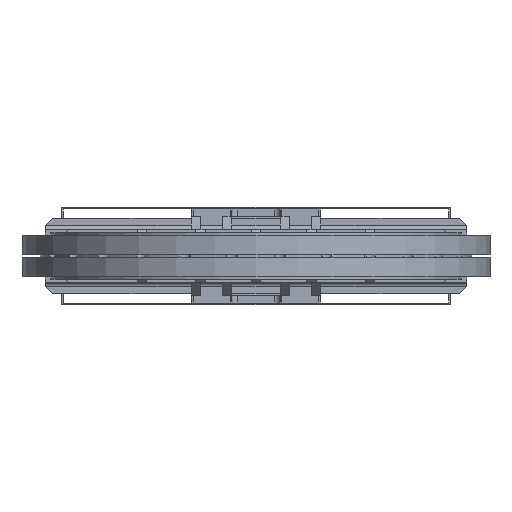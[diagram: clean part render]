
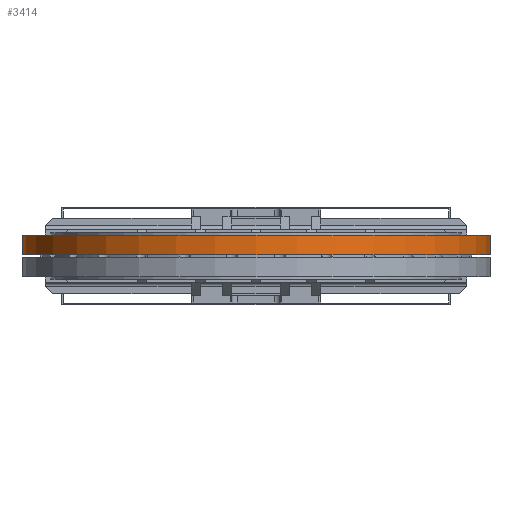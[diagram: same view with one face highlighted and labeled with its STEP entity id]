
A CAD part, front view. The second image highlights one B-rep face of the part: STEP entity #3414.
In plain terms, the highlighted cylindrical face has radius 632 mm (diameter 1264 mm), a partial arc.
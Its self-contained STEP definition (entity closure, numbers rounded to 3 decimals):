
#519 = AXIS2_PLACEMENT_3D ( 'NONE', #13399, #27475, #41661 ) ;
#3414 = ADVANCED_FACE ( 'NONE', ( #27150 ), #13870, .T. ) ;
#4537 = LINE ( 'NONE', #30751, #31166 ) ;
#7431 = EDGE_CURVE ( 'NONE', #7561, #21616, #56711, .T. ) ;
#7561 = VERTEX_POINT ( 'NONE', #59178 ) ;
#10889 = AXIS2_PLACEMENT_3D ( 'NONE', #15099, #20045, #53027 ) ;
#13399 = CARTESIAN_POINT ( 'NONE',  ( 0., 0., 52. ) ) ;
#13870 = CYLINDRICAL_SURFACE ( 'NONE', #519, 632. ) ;
#13989 = VERTEX_POINT ( 'NONE', #53542 ) ;
#15099 = CARTESIAN_POINT ( 'NONE',  ( 0., 0., 52. ) ) ;
#15300 = VECTOR ( 'NONE', #45968, 1000. ) ;
#15956 = EDGE_CURVE ( 'NONE', #32394, #13989, #50734, .T. ) ;
#20045 = DIRECTION ( 'NONE',  ( 0., 0., 1. ) ) ;
#21616 = VERTEX_POINT ( 'NONE', #44837 ) ;
#25004 = EDGE_LOOP ( 'NONE', ( #45887, #36779, #49118, #35888 ) ) ;
#26390 = CARTESIAN_POINT ( 'NONE',  ( -632., 0., 0. ) ) ;
#27150 = FACE_OUTER_BOUND ( 'NONE', #25004, .T. ) ;
#27475 = DIRECTION ( 'NONE',  ( 0., 0., -1. ) ) ;
#30751 = CARTESIAN_POINT ( 'NONE',  ( -632., 0., 52. ) ) ;
#31166 = VECTOR ( 'NONE', #58733, 1000. ) ;
#32330 = LINE ( 'NONE', #50135, #15300 ) ;
#32394 = VERTEX_POINT ( 'NONE', #26390 ) ;
#35888 = ORIENTED_EDGE ( 'NONE', *, *, #15956, .T. ) ;
#35981 = CARTESIAN_POINT ( 'NONE',  ( 0., 0., 0. ) ) ;
#36779 = ORIENTED_EDGE ( 'NONE', *, *, #7431, .F. ) ;
#40513 = DIRECTION ( 'NONE',  ( 1., 0., 0. ) ) ;
#40706 = DIRECTION ( 'NONE',  ( 0., 0., 1. ) ) ;
#41661 = DIRECTION ( 'NONE',  ( -1., 0., 0. ) ) ;
#43321 = EDGE_CURVE ( 'NONE', #21616, #13989, #32330, .T. ) ;
#44837 = CARTESIAN_POINT ( 'NONE',  ( 632., 0., 52. ) ) ;
#45887 = ORIENTED_EDGE ( 'NONE', *, *, #43321, .F. ) ;
#45968 = DIRECTION ( 'NONE',  ( 0., 0., -1. ) ) ;
#47613 = EDGE_CURVE ( 'NONE', #7561, #32394, #4537, .T. ) ;
#49118 = ORIENTED_EDGE ( 'NONE', *, *, #47613, .T. ) ;
#50135 = CARTESIAN_POINT ( 'NONE',  ( 632., 0., 52. ) ) ;
#50734 = CIRCLE ( 'NONE', #55068, 632. ) ;
#53027 = DIRECTION ( 'NONE',  ( 1., 0., 0. ) ) ;
#53542 = CARTESIAN_POINT ( 'NONE',  ( 632., 0., 0. ) ) ;
#55068 = AXIS2_PLACEMENT_3D ( 'NONE', #35981, #40706, #40513 ) ;
#56711 = CIRCLE ( 'NONE', #10889, 632. ) ;
#58733 = DIRECTION ( 'NONE',  ( 0., 0., -1. ) ) ;
#59178 = CARTESIAN_POINT ( 'NONE',  ( -632., 0., 52. ) ) ;
